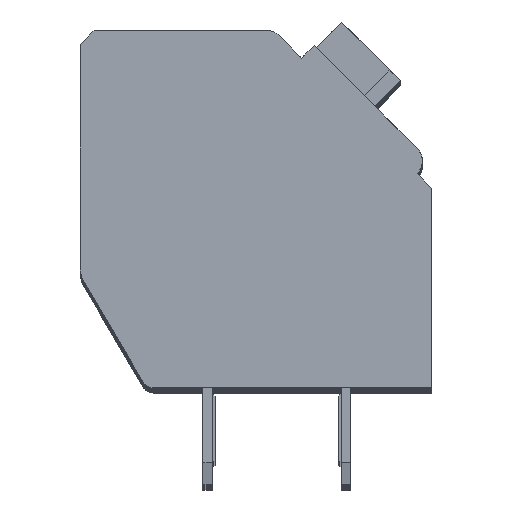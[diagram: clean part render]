
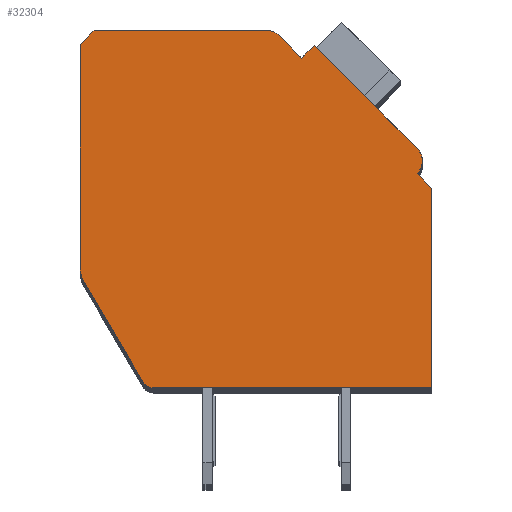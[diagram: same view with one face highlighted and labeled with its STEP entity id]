
A CAD part, top view. The second image highlights one B-rep face of the part: STEP entity #32304.
In plain terms, the highlighted planar face has unit normal (0, 0, 1).
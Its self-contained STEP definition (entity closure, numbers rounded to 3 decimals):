
#1181=DIRECTION('',(0.,-1.,0.));
#1182=VECTOR('',#1181,8.053);
#1183=CARTESIAN_POINT('',(-12.7,12.4,2.1));
#1184=LINE('',#1183,#1182);
#1185=DIRECTION('',(-0.707,-0.707,0.));
#1186=VECTOR('',#1185,0.707);
#1187=CARTESIAN_POINT('',(-12.2,12.9,2.1));
#1188=LINE('',#1187,#1186);
#1189=DIRECTION('',(-1.,0.,0.));
#1190=VECTOR('',#1189,6.298);
#1191=CARTESIAN_POINT('',(-5.902,12.9,2.1));
#1192=LINE('',#1191,#1190);
#1193=CARTESIAN_POINT('',(-5.902,12.4,2.1));
#1194=DIRECTION('',(0.,0.,1.));
#1195=DIRECTION('',(0.707,0.707,0.));
#1196=AXIS2_PLACEMENT_3D('',#1193,#1194,#1195);
#1198=DIRECTION('',(-0.707,0.707,0.));
#1199=VECTOR('',#1198,1.197);
#1200=CARTESIAN_POINT('',(-4.702,11.907,2.1));
#1201=LINE('',#1200,#1199);
#1202=DIRECTION('',(-0.707,-0.707,0.));
#1203=VECTOR('',#1202,0.65);
#1204=CARTESIAN_POINT('',(-4.243,12.367,2.1));
#1205=LINE('',#1204,#1203);
#1206=DIRECTION('',(-0.707,0.707,0.));
#1207=VECTOR('',#1206,5.25);
#1208=CARTESIAN_POINT('',(-0.53,8.655,2.1));
#1209=LINE('',#1208,#1207);
#1210=CARTESIAN_POINT('',(-0.99,8.195,2.1));
#1211=DIRECTION('',(0.,0.,1.));
#1212=DIRECTION('',(0.707,-0.707,0.));
#1213=AXIS2_PLACEMENT_3D('',#1210,#1211,#1212);
#1215=DIRECTION('',(-0.707,0.707,0.));
#1216=VECTOR('',#1215,0.75);
#1217=CARTESIAN_POINT('',(0.,7.205,2.1));
#1218=LINE('',#1217,#1216);
#1219=DIRECTION('',(0.,1.,0.));
#1220=VECTOR('',#1219,7.205);
#1221=CARTESIAN_POINT('',(0.,0.,2.1));
#1222=LINE('',#1221,#1220);
#1223=DIRECTION('',(1.,0.,0.));
#1224=VECTOR('',#1223,10.014);
#1225=CARTESIAN_POINT('',(-10.014,0.,2.1));
#1226=LINE('',#1225,#1224);
#1227=CARTESIAN_POINT('',(-10.014,0.5,2.1));
#1228=DIRECTION('',(0.,0.,1.));
#1229=DIRECTION('',(-0.862,-0.508,0.));
#1230=AXIS2_PLACEMENT_3D('',#1227,#1228,#1229);
#1232=DIRECTION('',(0.508,-0.862,0.));
#1233=VECTOR('',#1232,4.17);
#1234=CARTESIAN_POINT('',(-12.562,3.839,2.1));
#1235=LINE('',#1234,#1233);
#1236=CARTESIAN_POINT('',(-11.7,4.347,2.1));
#1237=DIRECTION('',(0.,0.,1.));
#1238=DIRECTION('',(-1.,0.,0.));
#1239=AXIS2_PLACEMENT_3D('',#1236,#1237,#1238);
#23825=CARTESIAN_POINT('',(-12.7,12.4,2.1));
#23826=CARTESIAN_POINT('',(-12.7,4.347,2.1));
#23827=VERTEX_POINT('',#23825);
#23828=VERTEX_POINT('',#23826);
#23829=CARTESIAN_POINT('',(-12.562,3.839,2.1));
#23830=VERTEX_POINT('',#23829);
#23831=CARTESIAN_POINT('',(-10.445,0.246,2.1));
#23832=VERTEX_POINT('',#23831);
#23833=CARTESIAN_POINT('',(-10.014,0.,2.1));
#23834=VERTEX_POINT('',#23833);
#23835=CARTESIAN_POINT('',(0.,0.,2.1));
#23836=VERTEX_POINT('',#23835);
#23837=CARTESIAN_POINT('',(0.,7.205,2.1));
#23838=VERTEX_POINT('',#23837);
#23839=CARTESIAN_POINT('',(-0.53,7.735,2.1));
#23840=VERTEX_POINT('',#23839);
#23841=CARTESIAN_POINT('',(-0.53,8.655,2.1));
#23842=VERTEX_POINT('',#23841);
#23843=CARTESIAN_POINT('',(-4.243,12.367,2.1));
#23844=VERTEX_POINT('',#23843);
#23845=CARTESIAN_POINT('',(-4.702,11.907,2.1));
#23846=VERTEX_POINT('',#23845);
#23847=CARTESIAN_POINT('',(-5.548,12.754,2.1));
#23848=VERTEX_POINT('',#23847);
#23849=CARTESIAN_POINT('',(-5.902,12.9,2.1));
#23850=VERTEX_POINT('',#23849);
#23851=CARTESIAN_POINT('',(-12.2,12.9,2.1));
#23852=VERTEX_POINT('',#23851);
#32272=CARTESIAN_POINT('',(0.,0.,2.1));
#32273=DIRECTION('',(0.,0.,1.));
#32274=DIRECTION('',(1.,0.,0.));
#32275=AXIS2_PLACEMENT_3D('',#32272,#32273,#32274);
#32276=PLANE('',#32275);
#32277=ORIENTED_EDGE('',*,*,#31203,.F.);
#32279=ORIENTED_EDGE('',*,*,#32278,.F.);
#32281=ORIENTED_EDGE('',*,*,#32280,.F.);
#32283=ORIENTED_EDGE('',*,*,#32282,.F.);
#32285=ORIENTED_EDGE('',*,*,#32284,.F.);
#32287=ORIENTED_EDGE('',*,*,#32286,.F.);
#32289=ORIENTED_EDGE('',*,*,#32288,.F.);
#32291=ORIENTED_EDGE('',*,*,#32290,.F.);
#32293=ORIENTED_EDGE('',*,*,#32292,.F.);
#32295=ORIENTED_EDGE('',*,*,#32294,.F.);
#32297=ORIENTED_EDGE('',*,*,#32296,.F.);
#32299=ORIENTED_EDGE('',*,*,#32298,.F.);
#32300=ORIENTED_EDGE('',*,*,#31769,.F.);
#32301=ORIENTED_EDGE('',*,*,#31407,.F.);
#32302=EDGE_LOOP('',(#32277,#32279,#32281,#32283,#32285,#32287,#32289,#32291,
#32293,#32295,#32297,#32299,#32300,#32301));
#32303=FACE_OUTER_BOUND('',#32302,.F.);
#1197=CIRCLE('',#1196,0.5);
#1214=CIRCLE('',#1213,0.65);
#1231=CIRCLE('',#1230,0.5);
#1240=CIRCLE('',#1239,1.);
#31203=EDGE_CURVE('',#23827,#23828,#1184,.T.);
#31407=EDGE_CURVE('',#23828,#23830,#1240,.T.);
#31769=EDGE_CURVE('',#23830,#23832,#1235,.T.);
#32278=EDGE_CURVE('',#23852,#23827,#1188,.T.);
#32280=EDGE_CURVE('',#23850,#23852,#1192,.T.);
#32282=EDGE_CURVE('',#23848,#23850,#1197,.T.);
#32284=EDGE_CURVE('',#23846,#23848,#1201,.T.);
#32286=EDGE_CURVE('',#23844,#23846,#1205,.T.);
#32288=EDGE_CURVE('',#23842,#23844,#1209,.T.);
#32290=EDGE_CURVE('',#23840,#23842,#1214,.T.);
#32292=EDGE_CURVE('',#23838,#23840,#1218,.T.);
#32294=EDGE_CURVE('',#23836,#23838,#1222,.T.);
#32296=EDGE_CURVE('',#23834,#23836,#1226,.T.);
#32298=EDGE_CURVE('',#23832,#23834,#1231,.T.);
#32304=ADVANCED_FACE('',(#32303),#32276,.T.);
